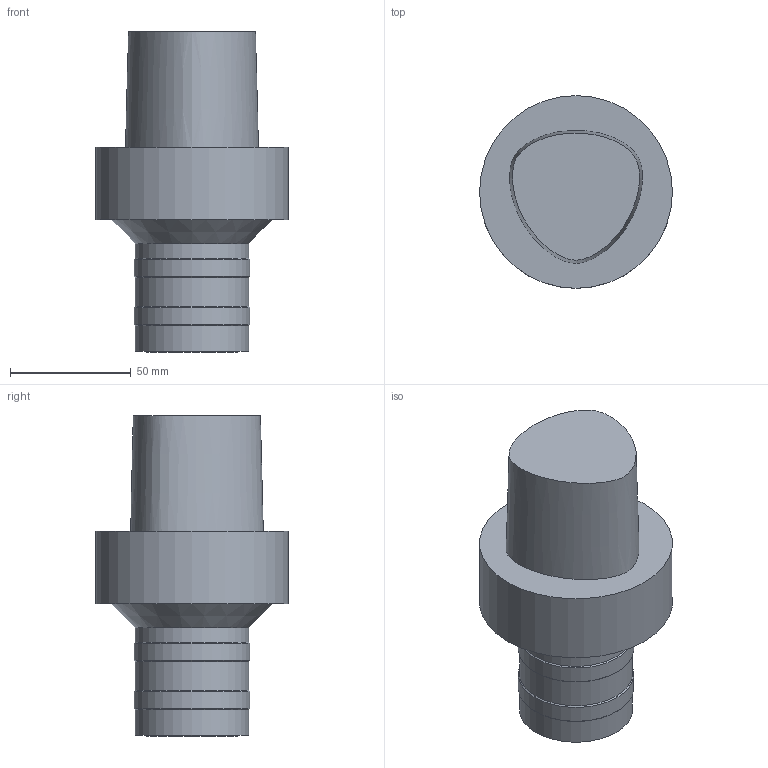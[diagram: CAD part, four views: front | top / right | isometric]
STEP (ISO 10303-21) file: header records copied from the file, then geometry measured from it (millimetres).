
FILE_DESCRIPTION((''),'1');
FILE_NAME('C8-TSL25-85.stp','2013-07-29T02:30:37',(''),(''),'Spatial Interop R18','Kubotek KeyCreator V8.5.1 (14335)',' ');
FILE_SCHEMA(('CONFIG_CONTROL_DESIGN'));
Length unit declared in the file: millimetre
Products named in the file (1): 1
Bounding box: 79.98 x 79.98 x 133 mm (x, y, z)
Volume: 361718 mm3; surface area: 33020.9 mm2
Topology: 1 solids, 1 shells, 18 faces, 30 edges, 17 vertices
Faces by surface type: cylinder 6, cone 6, plane 5, bspline 1
Full cylindrical faces by diameter (mm): 47 x3, 48 x2, 79.985 x1
Entity records: 921 total; most frequent: CARTESIAN_POINT 583, DIRECTION 66, ORIENTED_EDGE 36, AXIS2_PLACEMENT_3D 33, EDGE_LOOP 33, FACE_BOUND 27, ADVANCED_FACE 18, EDGE_CURVE 18
